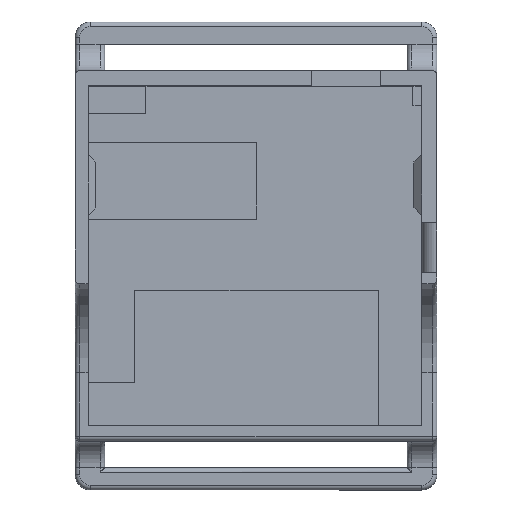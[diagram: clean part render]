
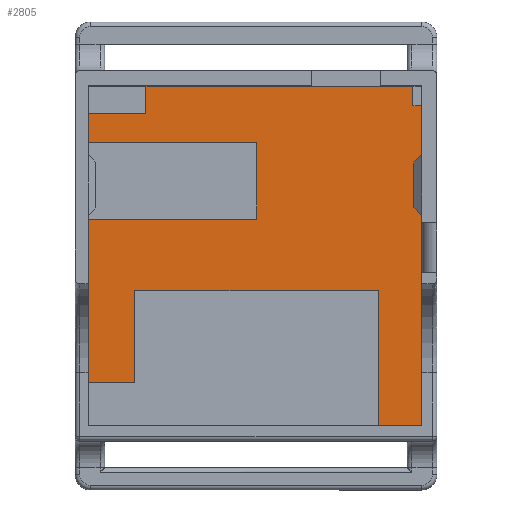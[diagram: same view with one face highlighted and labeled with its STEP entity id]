
A CAD part, top view. The second image highlights one B-rep face of the part: STEP entity #2805.
In plain terms, the highlighted planar face has unit normal (0, 0, 1).
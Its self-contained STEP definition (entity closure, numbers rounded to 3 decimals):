
#265=LINE('',#4706,#520);
#296=LINE('',#4771,#551);
#302=LINE('',#4787,#557);
#303=LINE('',#4789,#558);
#304=LINE('',#4791,#559);
#305=LINE('',#4793,#560);
#306=LINE('',#4795,#561);
#307=LINE('',#4797,#562);
#308=LINE('',#4799,#563);
#309=LINE('',#4801,#564);
#310=LINE('',#4803,#565);
#311=LINE('',#4805,#566);
#312=LINE('',#4806,#567);
#313=LINE('',#4808,#568);
#314=LINE('',#4810,#569);
#315=LINE('',#4811,#570);
#520=VECTOR('',#3853,10.);
#551=VECTOR('',#3918,10.);
#557=VECTOR('',#3936,10.);
#558=VECTOR('',#3937,10.);
#559=VECTOR('',#3938,10.);
#560=VECTOR('',#3939,10.);
#561=VECTOR('',#3940,10.);
#562=VECTOR('',#3941,10.);
#563=VECTOR('',#3942,10.);
#564=VECTOR('',#3943,10.);
#565=VECTOR('',#3944,10.);
#566=VECTOR('',#3945,10.);
#567=VECTOR('',#3946,10.);
#568=VECTOR('',#3947,10.);
#569=VECTOR('',#3948,10.);
#570=VECTOR('',#3949,10.);
#654=PLANE('',#3129);
#814=FACE_OUTER_BOUND('',#982,.T.);
#982=EDGE_LOOP('',(#2484,#2485,#2486,#2487,#2488,#2489,#2490,#2491,#2492,
#2493,#2494,#2495,#2496,#2497,#2498,#2499));
#1351=VERTEX_POINT('',#4703);
#1352=VERTEX_POINT('',#4705);
#1369=VERTEX_POINT('',#4770);
#1372=VERTEX_POINT('',#4785);
#1373=VERTEX_POINT('',#4786);
#1374=VERTEX_POINT('',#4788);
#1375=VERTEX_POINT('',#4790);
#1376=VERTEX_POINT('',#4792);
#1377=VERTEX_POINT('',#4794);
#1378=VERTEX_POINT('',#4796);
#1379=VERTEX_POINT('',#4798);
#1380=VERTEX_POINT('',#4800);
#1381=VERTEX_POINT('',#4802);
#1382=VERTEX_POINT('',#4804);
#1383=VERTEX_POINT('',#4807);
#1384=VERTEX_POINT('',#4809);
#1722=EDGE_CURVE('',#1352,#1351,#265,.T.);
#1754=EDGE_CURVE('',#1369,#1352,#296,.T.);
#1760=EDGE_CURVE('',#1372,#1373,#302,.T.);
#1761=EDGE_CURVE('',#1373,#1374,#303,.T.);
#1762=EDGE_CURVE('',#1374,#1375,#304,.T.);
#1763=EDGE_CURVE('',#1375,#1376,#305,.T.);
#1764=EDGE_CURVE('',#1376,#1377,#306,.T.);
#1765=EDGE_CURVE('',#1377,#1378,#307,.T.);
#1766=EDGE_CURVE('',#1378,#1379,#308,.T.);
#1767=EDGE_CURVE('',#1379,#1380,#309,.T.);
#1768=EDGE_CURVE('',#1380,#1381,#310,.T.);
#1769=EDGE_CURVE('',#1381,#1382,#311,.T.);
#1770=EDGE_CURVE('',#1382,#1369,#312,.T.);
#1771=EDGE_CURVE('',#1351,#1383,#313,.T.);
#1772=EDGE_CURVE('',#1383,#1384,#314,.T.);
#1773=EDGE_CURVE('',#1372,#1384,#315,.F.);
#2484=ORIENTED_EDGE('',*,*,#1760,.T.);
#2485=ORIENTED_EDGE('',*,*,#1761,.T.);
#2486=ORIENTED_EDGE('',*,*,#1762,.T.);
#2487=ORIENTED_EDGE('',*,*,#1763,.T.);
#2488=ORIENTED_EDGE('',*,*,#1764,.T.);
#2489=ORIENTED_EDGE('',*,*,#1765,.T.);
#2490=ORIENTED_EDGE('',*,*,#1766,.T.);
#2491=ORIENTED_EDGE('',*,*,#1767,.T.);
#2492=ORIENTED_EDGE('',*,*,#1768,.T.);
#2493=ORIENTED_EDGE('',*,*,#1769,.T.);
#2494=ORIENTED_EDGE('',*,*,#1770,.T.);
#2495=ORIENTED_EDGE('',*,*,#1754,.T.);
#2496=ORIENTED_EDGE('',*,*,#1722,.T.);
#2497=ORIENTED_EDGE('',*,*,#1771,.T.);
#2498=ORIENTED_EDGE('',*,*,#1772,.T.);
#2499=ORIENTED_EDGE('',*,*,#1773,.F.);
#2805=ADVANCED_FACE('',(#814),#654,.F.);
#3129=AXIS2_PLACEMENT_3D('',#4784,#3934,#3935);
#3853=DIRECTION('',(0.,1.,0.));
#3918=DIRECTION('',(1.,0.,0.));
#3934=DIRECTION('center_axis',(0.,0.,-1.));
#3935=DIRECTION('ref_axis',(-1.,0.,0.));
#3936=DIRECTION('',(0.,-1.,0.));
#3937=DIRECTION('',(-1.,0.,0.));
#3938=DIRECTION('',(0.,-1.,0.));
#3939=DIRECTION('',(1.,0.,0.));
#3940=DIRECTION('',(0.,-1.,0.));
#3941=DIRECTION('',(-1.,0.,0.));
#3942=DIRECTION('',(0.,-1.,0.));
#3943=DIRECTION('',(1.,0.,0.));
#3944=DIRECTION('',(0.,1.,0.));
#3945=DIRECTION('',(1.,0.,0.));
#3946=DIRECTION('',(0.,-1.,0.));
#3947=DIRECTION('',(-1.,0.,0.));
#3948=DIRECTION('',(0.,1.,0.));
#3949=DIRECTION('',(-1.,0.,0.));
#4703=CARTESIAN_POINT('',(44.148,45.,-1.8));
#4705=CARTESIAN_POINT('',(44.148,2.977,-1.8));
#4706=CARTESIAN_POINT('',(44.148,36.361,-1.8));
#4770=CARTESIAN_POINT('',(38.508,2.977,-1.8));
#4771=CARTESIAN_POINT('',(33.163,2.977,-1.8));
#4784=CARTESIAN_POINT('Origin',(22.278,25.266,-1.8));
#4785=CARTESIAN_POINT('',(8.,47.556,-1.8));
#4786=CARTESIAN_POINT('',(8.,44.,-1.8));
#4787=CARTESIAN_POINT('',(8.,34.633,-1.8));
#4788=CARTESIAN_POINT('',(0.408,44.,-1.8));
#4789=CARTESIAN_POINT('',(11.393,44.,-1.8));
#4790=CARTESIAN_POINT('',(0.408,40.111,-1.8));
#4791=CARTESIAN_POINT('',(0.408,14.171,-1.8));
#4792=CARTESIAN_POINT('',(22.508,40.111,-1.8));
#4793=CARTESIAN_POINT('',(22.393,40.111,-1.8));
#4794=CARTESIAN_POINT('',(22.508,30.111,-1.8));
#4795=CARTESIAN_POINT('',(22.508,27.689,-1.8));
#4796=CARTESIAN_POINT('',(0.408,30.111,-1.8));
#4797=CARTESIAN_POINT('',(11.393,30.111,-1.8));
#4798=CARTESIAN_POINT('',(0.408,8.724,-1.8));
#4799=CARTESIAN_POINT('',(0.408,14.171,-1.8));
#4800=CARTESIAN_POINT('',(6.508,8.724,-1.8));
#4801=CARTESIAN_POINT('',(14.393,8.724,-1.8));
#4802=CARTESIAN_POINT('',(6.508,20.724,-1.8));
#4803=CARTESIAN_POINT('',(6.508,22.995,-1.8));
#4804=CARTESIAN_POINT('',(38.508,20.724,-1.8));
#4805=CARTESIAN_POINT('',(30.393,20.724,-1.8));
#4806=CARTESIAN_POINT('',(38.508,14.171,-1.8));
#4807=CARTESIAN_POINT('',(43.,45.,-1.8));
#4808=CARTESIAN_POINT('',(30.139,45.,-1.8));
#4809=CARTESIAN_POINT('',(43.,47.556,-1.8));
#4810=CARTESIAN_POINT('',(43.,36.361,-1.8));
#4811=CARTESIAN_POINT('',(11.393,47.556,-1.8));
